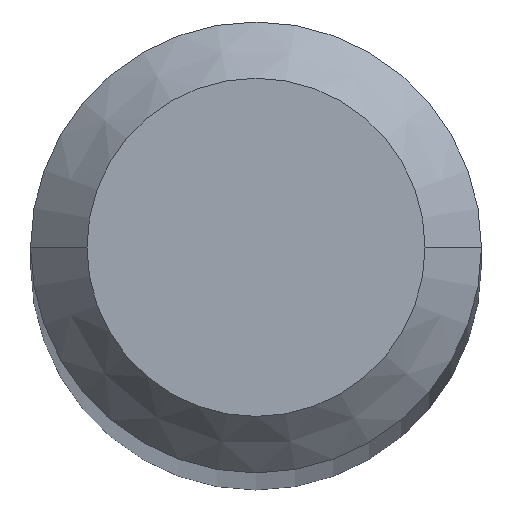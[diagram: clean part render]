
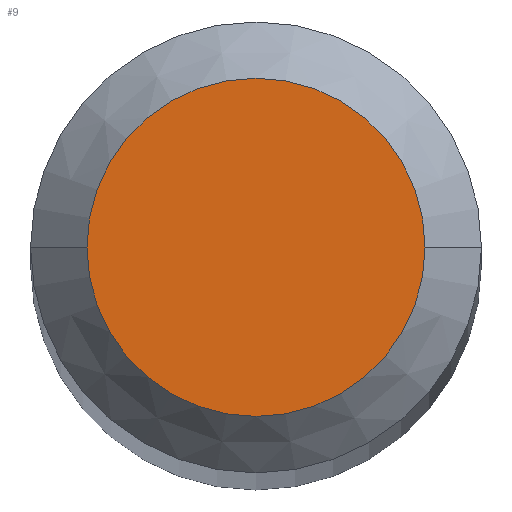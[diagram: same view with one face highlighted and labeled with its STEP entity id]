
A CAD part, top view. The second image highlights one B-rep face of the part: STEP entity #9.
In plain terms, the highlighted planar face has unit normal (0, 0, 1).
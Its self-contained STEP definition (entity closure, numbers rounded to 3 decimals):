
#1 = CARTESIAN_POINT ( 'NONE',  ( 0., 0., 88. ) ) ;
#9 = ADVANCED_FACE ( 'NONE', ( #209 ), #29, .T. ) ;
#20 = DIRECTION ( 'NONE',  ( 0., 0., 1. ) ) ;
#23 = ORIENTED_EDGE ( 'NONE', *, *, #211, .T. ) ;
#29 = PLANE ( 'NONE',  #196 ) ;
#64 = EDGE_LOOP ( 'NONE', ( #185, #23 ) ) ;
#71 = EDGE_CURVE ( 'NONE', #123, #168, #116, .T. ) ;
#85 = CARTESIAN_POINT ( 'NONE',  ( 0., 0., 88. ) ) ;
#88 = CIRCLE ( 'NONE', #147, 1.5 ) ;
#101 = DIRECTION ( 'NONE',  ( 1., 0., 0. ) ) ;
#108 = DIRECTION ( 'NONE',  ( 1., 0., 0. ) ) ;
#116 = CIRCLE ( 'NONE', #195, 1.5 ) ;
#123 = VERTEX_POINT ( 'NONE', #146 ) ;
#125 = CARTESIAN_POINT ( 'NONE',  ( 1.5, 0., 88. ) ) ;
#145 = DIRECTION ( 'NONE',  ( 0., 0., 1. ) ) ;
#146 = CARTESIAN_POINT ( 'NONE',  ( -1.5, 0., 88. ) ) ;
#147 = AXIS2_PLACEMENT_3D ( 'NONE', #217, #20, #162 ) ;
#155 = DIRECTION ( 'NONE',  ( 0., 0., 1. ) ) ;
#162 = DIRECTION ( 'NONE',  ( 1., 0., 0. ) ) ;
#168 = VERTEX_POINT ( 'NONE', #125 ) ;
#185 = ORIENTED_EDGE ( 'NONE', *, *, #71, .T. ) ;
#195 = AXIS2_PLACEMENT_3D ( 'NONE', #1, #145, #108 ) ;
#196 = AXIS2_PLACEMENT_3D ( 'NONE', #85, #155, #101 ) ;
#209 = FACE_OUTER_BOUND ( 'NONE', #64, .T. ) ;
#211 = EDGE_CURVE ( 'NONE', #168, #123, #88, .T. ) ;
#217 = CARTESIAN_POINT ( 'NONE',  ( 0., 0., 88. ) ) ;
